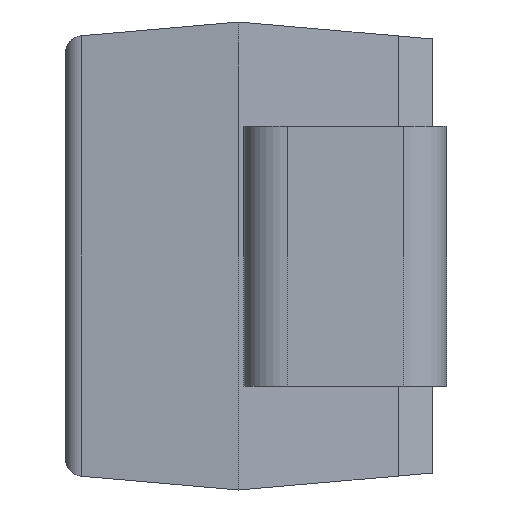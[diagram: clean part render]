
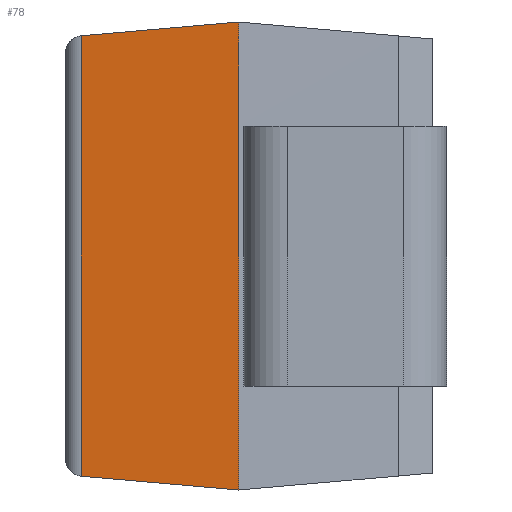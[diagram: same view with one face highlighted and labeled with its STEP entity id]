
A CAD part, left-side view. The second image highlights one B-rep face of the part: STEP entity #78.
In plain terms, the highlighted planar face has unit normal (-0.996, 0.087, 0).
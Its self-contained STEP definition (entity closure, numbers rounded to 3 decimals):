
#59 = LINE ( 'NONE', #483, #142 ) ;
#73 = CARTESIAN_POINT ( 'NONE',  ( -2.25, 1.2, 1.35 ) ) ;
#78 = ADVANCED_FACE ( 'NONE', ( #832 ), #1269, .T. ) ;
#90 = CARTESIAN_POINT ( 'NONE',  ( -2.25, 1.2, -0.25 ) ) ;
#125 = EDGE_CURVE ( 'NONE', #162, #1123, #1175, .T. ) ;
#140 = VECTOR ( 'NONE', #607, 1000. ) ;
#142 = VECTOR ( 'NONE', #1387, 1000. ) ;
#162 = VERTEX_POINT ( 'NONE', #901 ) ;
#175 = CARTESIAN_POINT ( 'NONE',  ( -2.17, 2.109, -1.27 ) ) ;
#267 = ORIENTED_EDGE ( 'NONE', *, *, #702, .F. ) ;
#300 = VECTOR ( 'NONE', #1234, 1000. ) ;
#326 = B_SPLINE_CURVE_WITH_KNOTS ( 'NONE', 3,
 ( #1301, #90, #1089, #1078 ),
 .UNSPECIFIED., .F., .F.,
 ( 4, 4 ),
 ( 0., 1. ),
 .UNSPECIFIED. ) ;
#334 = EDGE_CURVE ( 'NONE', #634, #1005, #1303, .T. ) ;
#348 = DIRECTION ( 'NONE',  ( 0., 0., 1. ) ) ;
#386 = CARTESIAN_POINT ( 'NONE',  ( -2.25, 1.2, 1.35 ) ) ;
#425 = ORIENTED_EDGE ( 'NONE', *, *, #701, .F. ) ;
#472 = ORIENTED_EDGE ( 'NONE', *, *, #125, .T. ) ;
#483 = CARTESIAN_POINT ( 'NONE',  ( -2.25, 1.2, 1.35 ) ) ;
#562 = EDGE_CURVE ( 'NONE', #689, #1277, #326, .T. ) ;
#607 = DIRECTION ( 'NONE',  ( -0.087, -0.992, -0.087 ) ) ;
#626 = DIRECTION ( 'NONE',  ( -0.996, 0.087, 0. ) ) ;
#634 = VERTEX_POINT ( 'NONE', #984 ) ;
#640 = EDGE_CURVE ( 'NONE', #634, #1277, #1108, .T. ) ;
#689 = VERTEX_POINT ( 'NONE', #926 ) ;
#701 = EDGE_CURVE ( 'NONE', #162, #1005, #1360, .T. ) ;
#702 = EDGE_CURVE ( 'NONE', #689, #1123, #59, .T. ) ;
#764 = VECTOR ( 'NONE', #348, 1000. ) ;
#774 = CARTESIAN_POINT ( 'NONE',  ( -2.25, 1.2, 1.35 ) ) ;
#804 = ORIENTED_EDGE ( 'NONE', *, *, #640, .F. ) ;
#832 = FACE_OUTER_BOUND ( 'NONE', #1126, .T. ) ;
#901 = CARTESIAN_POINT ( 'NONE',  ( -2.17, 2.109, -1.27 ) ) ;
#926 = CARTESIAN_POINT ( 'NONE',  ( -2.251, 1.2, -0.75 ) ) ;
#951 = ORIENTED_EDGE ( 'NONE', *, *, #562, .T. ) ;
#962 = ORIENTED_EDGE ( 'NONE', *, *, #334, .T. ) ;
#984 = CARTESIAN_POINT ( 'NONE',  ( -2.25, 1.2, 1.35 ) ) ;
#1005 = VERTEX_POINT ( 'NONE', #1207 ) ;
#1015 = CARTESIAN_POINT ( 'NONE',  ( -2.17, 2.109, 1.35 ) ) ;
#1067 = DIRECTION ( 'NONE',  ( 0.087, 0.992, -0.087 ) ) ;
#1078 = CARTESIAN_POINT ( 'NONE',  ( -2.251, 1.2, 0.75 ) ) ;
#1089 = CARTESIAN_POINT ( 'NONE',  ( -2.25, 1.2, 0.25 ) ) ;
#1108 = LINE ( 'NONE', #774, #300 ) ;
#1123 = VERTEX_POINT ( 'NONE', #1339 ) ;
#1126 = EDGE_LOOP ( 'NONE', ( #267, #951, #804, #962, #425, #472 ) ) ;
#1175 = LINE ( 'NONE', #175, #140 ) ;
#1183 = DIRECTION ( 'NONE',  ( 0.087, 0.996, 0. ) ) ;
#1207 = CARTESIAN_POINT ( 'NONE',  ( -2.17, 2.109, 1.27 ) ) ;
#1234 = DIRECTION ( 'NONE',  ( 0., 0., -1. ) ) ;
#1269 = PLANE ( 'NONE',  #1349 ) ;
#1277 = VERTEX_POINT ( 'NONE', #1404 ) ;
#1301 = CARTESIAN_POINT ( 'NONE',  ( -2.251, 1.2, -0.75 ) ) ;
#1303 = LINE ( 'NONE', #73, #1351 ) ;
#1339 = CARTESIAN_POINT ( 'NONE',  ( -2.25, 1.2, -1.35 ) ) ;
#1349 = AXIS2_PLACEMENT_3D ( 'NONE', #386, #626, #1183 ) ;
#1351 = VECTOR ( 'NONE', #1067, 1000. ) ;
#1360 = LINE ( 'NONE', #1015, #764 ) ;
#1387 = DIRECTION ( 'NONE',  ( 0., 0., -1. ) ) ;
#1404 = CARTESIAN_POINT ( 'NONE',  ( -2.251, 1.2, 0.75 ) ) ;
